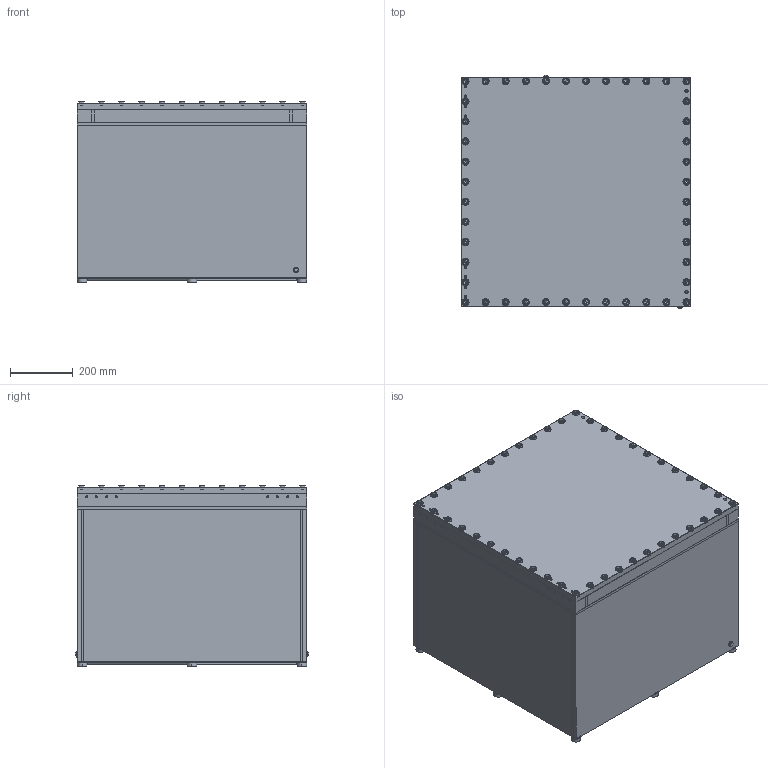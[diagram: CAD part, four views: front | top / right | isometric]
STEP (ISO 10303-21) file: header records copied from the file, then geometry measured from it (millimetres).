
FILE_DESCRIPTION (( 'STEP AP203' ), '1' );
FILE_NAME ('8264-_997-2__0.STEP', '2014-05-19T07:20:29', ( '' ), ( '' ), 'SwSTEP 2.0', 'SolidWorks 2013', '' );
FILE_SCHEMA (( 'CONFIG_CONTROL_DESIGN' ));
Length unit declared in the file: millimetre
Products named in the file (12): 502_078_0; 110017; 502_812_0_Vereinfacht; 82_649_61_04_3_boden_20<Wie bearbeitet>; 506_548_0; 82_649_67_05_3_82 649_57_05_3; 506_886_0; 82_640_79_02_3; 8264-_997-2__0; 82_649_05_55_0; 82_640_67_01_0-2366139; 506_228_0
Assembly tree (72 placements, depth 3):
  8264-_997-2__0
    82_640_79_02_3
      82_649_61_04_3_boden_20<Wie bearbeitet>
      82_649_67_05_3_82 649_57_05_3
    82_649_05_55_0
    82_640_67_01_0-2366139
    506_228_0  x8
    502_078_0  x8
    110017  x45
    502_812_0_Vereinfacht  x2
    506_548_0  x2
    506_886_0  x2
Bounding box: 730 x 743.8 x 576 mm (x, y, z)
Volume: 52289696.5 mm3; surface area: 8060675.9 mm2
Topology: 155 solids, 155 shells, 2549 faces, 5754 edges, 3482 vertices
Faces by surface type: plane 1088, cylinder 788, cone 433, torus 224, sphere 16
Entity records: 38993 total; most frequent: DIRECTION 6747, CARTESIAN_POINT 6083, ORIENTED_EDGE 5632, EDGE_CURVE 2816, AXIS2_PLACEMENT_3D 2572, VERTEX_POINT 1796, LINE 1603, VECTOR 1603
